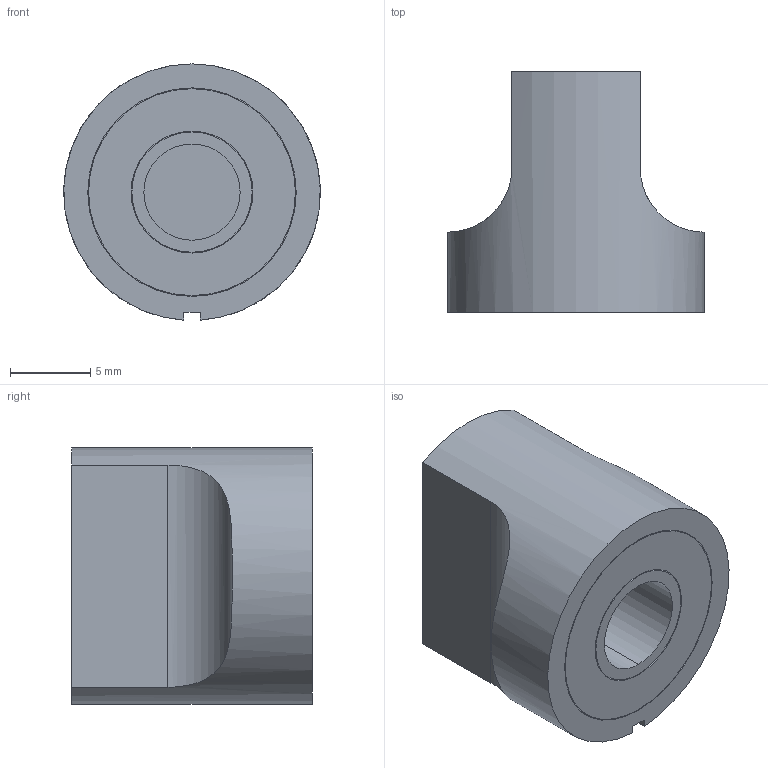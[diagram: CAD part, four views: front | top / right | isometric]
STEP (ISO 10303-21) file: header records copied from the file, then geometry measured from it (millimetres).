
FILE_DESCRIPTION(('FreeCAD Model'),'2;1');
FILE_NAME('Open CASCADE Shape Model','2021-10-24T11:58:57',('Author'),( ''),'Open CASCADE STEP processor 7.5','FreeCAD','Unknown');
FILE_SCHEMA(('AUTOMOTIVE_DESIGN { 1 0 10303 214 1 1 1 1 }'));
Length unit declared in the file: millimetre
Products named in the file (3): 1611002; 1611; 1611001
Assembly tree (2 placements, depth 2):
  1611002
    1611
    1611001
Bounding box: 16 x 15 x 15.98 mm (x, y, z)
Volume: 1927.6 mm3; surface area: 1887.3 mm2
Topology: 2 solids, 2 shells, 27 faces, 60 edges, 40 vertices
Faces by surface type: plane 14, cylinder 13
Entity records: 2249 total; most frequent: CARTESIAN_POINT 786, DIRECTION 252, LINE 126, VECTOR 126, ORIENTED_EDGE 120, PCURVE 120, DEFINITIONAL_REPRESENTATION 120, EDGE_CURVE 60
